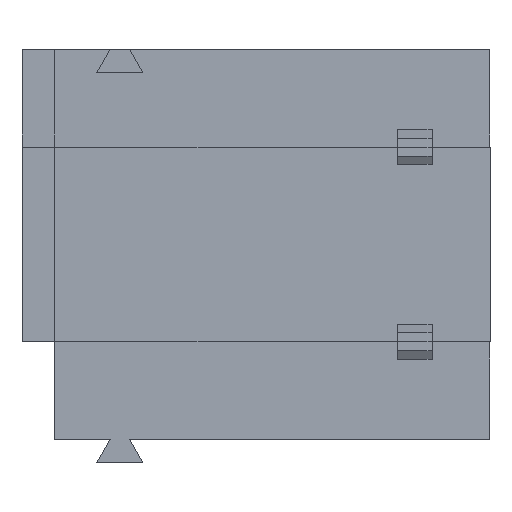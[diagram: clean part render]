
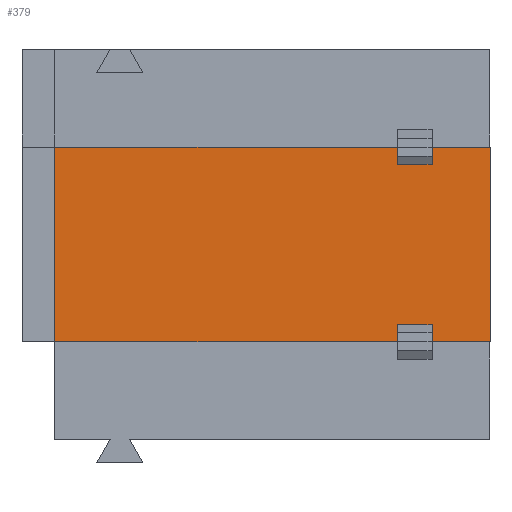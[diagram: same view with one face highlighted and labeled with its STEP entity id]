
A CAD part, front view. The second image highlights one B-rep face of the part: STEP entity #379.
In plain terms, the highlighted planar face has unit normal (0, -1, 0).
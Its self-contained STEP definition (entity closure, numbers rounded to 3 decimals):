
#379 = ADVANCED_FACE( '', ( #780 ), #781, .T. );
#780 = FACE_OUTER_BOUND( '', #1220, .T. );
#781 = PLANE( '', #1221 );
#1220 = EDGE_LOOP( '', ( #2122, #2123, #2124, #2125, #2126, #2127, #2128, #2129, #2130, #2131, #2132, #2133 ) );
#1221 = AXIS2_PLACEMENT_3D( '', #2134, #2135, #2136 );
#2122 = ORIENTED_EDGE( '', *, *, #3028, .T. );
#2123 = ORIENTED_EDGE( '', *, *, #2828, .F. );
#2124 = ORIENTED_EDGE( '', *, *, #3184, .F. );
#2125 = ORIENTED_EDGE( '', *, *, #3185, .T. );
#2126 = ORIENTED_EDGE( '', *, *, #3125, .T. );
#2127 = ORIENTED_EDGE( '', *, *, #3186, .T. );
#2128 = ORIENTED_EDGE( '', *, *, #2868, .F. );
#2129 = ORIENTED_EDGE( '', *, *, #3120, .F. );
#2130 = ORIENTED_EDGE( '', *, *, #3187, .T. );
#2131 = ORIENTED_EDGE( '', *, *, #3188, .T. );
#2132 = ORIENTED_EDGE( '', *, *, #3189, .T. );
#2133 = ORIENTED_EDGE( '', *, *, #3190, .T. );
#2134 = CARTESIAN_POINT( '', ( 5.675, 0., 2.24 ) );
#2135 = DIRECTION( '', ( 0., -1., 0. ) );
#2136 = DIRECTION( '', ( 0., 0., 1. ) );
#2828 = EDGE_CURVE( '', #3398, #3399, #3400, .T. );
#2868 = EDGE_CURVE( '', #3469, #3465, #3471, .T. );
#3028 = EDGE_CURVE( '', #3745, #3399, #3746, .T. );
#3120 = EDGE_CURVE( '', #3883, #3469, #3884, .T. );
#3125 = EDGE_CURVE( '', #3892, #3890, #3893, .T. );
#3184 = EDGE_CURVE( '', #3971, #3398, #3972, .T. );
#3185 = EDGE_CURVE( '', #3971, #3892, #3973, .T. );
#3186 = EDGE_CURVE( '', #3890, #3465, #3974, .T. );
#3187 = EDGE_CURVE( '', #3883, #3975, #3976, .T. );
#3188 = EDGE_CURVE( '', #3975, #3977, #3978, .T. );
#3189 = EDGE_CURVE( '', #3977, #3979, #3980, .T. );
#3190 = EDGE_CURVE( '', #3979, #3745, #3981, .T. );
#3398 = VERTEX_POINT( '', #4238 );
#3399 = VERTEX_POINT( '', #4239 );
#3400 = LINE( '', #4240, #4241 );
#3465 = VERTEX_POINT( '', #4333 );
#3469 = VERTEX_POINT( '', #4339 );
#3471 = LINE( '', #4342, #4343 );
#3745 = VERTEX_POINT( '', #4738 );
#3746 = LINE( '', #4739, #4740 );
#3883 = VERTEX_POINT( '', #4944 );
#3884 = LINE( '', #4945, #4946 );
#3890 = VERTEX_POINT( '', #4954 );
#3892 = VERTEX_POINT( '', #4957 );
#3893 = LINE( '', #4958, #4959 );
#3971 = VERTEX_POINT( '', #5075 );
#3972 = LINE( '', #5076, #5077 );
#3973 = LINE( '', #5078, #5079 );
#3974 = LINE( '', #5080, #5081 );
#3975 = VERTEX_POINT( '', #5082 );
#3976 = LINE( '', #5083, #5084 );
#3977 = VERTEX_POINT( '', #5085 );
#3978 = LINE( '', #5086, #5087 );
#3979 = VERTEX_POINT( '', #5088 );
#3980 = LINE( '', #5089, #5090 );
#3981 = LINE( '', #5091, #5092 );
#4238 = CARTESIAN_POINT( '', ( 9.84, 0., 0.45 ) );
#4239 = CARTESIAN_POINT( '', ( 8.94, 0., 0.45 ) );
#4240 = CARTESIAN_POINT( '', ( -5.95, 0., 0.45 ) );
#4241 = VECTOR( '', #5406, 1000. );
#4333 = CARTESIAN_POINT( '', ( 9.84, 0., 5.08 ) );
#4339 = CARTESIAN_POINT( '', ( 9.84, 0., 4.63 ) );
#4342 = CARTESIAN_POINT( '', ( 9.84, 0., 7.62 ) );
#4343 = VECTOR( '', #5443, 1000. );
#4738 = CARTESIAN_POINT( '', ( 8.94, 0., 0. ) );
#4739 = CARTESIAN_POINT( '', ( 8.94, 0., 7.62 ) );
#4740 = VECTOR( '', #5586, 1000. );
#4944 = CARTESIAN_POINT( '', ( 8.94, 0., 4.63 ) );
#4945 = CARTESIAN_POINT( '', ( -5.95, 0., 4.63 ) );
#4946 = VECTOR( '', #5669, 1000. );
#4954 = CARTESIAN_POINT( '', ( 11.35, 0., 5.08 ) );
#4957 = CARTESIAN_POINT( '', ( 11.35, 0., 0. ) );
#4958 = CARTESIAN_POINT( '', ( 11.35, 0., -2.54 ) );
#4959 = VECTOR( '', #5673, 1000. );
#5075 = CARTESIAN_POINT( '', ( 9.84, 0., 0. ) );
#5076 = CARTESIAN_POINT( '', ( 9.84, 0., 7.62 ) );
#5077 = VECTOR( '', #5727, 1000. );
#5078 = CARTESIAN_POINT( '', ( -6., 0., 0. ) );
#5079 = VECTOR( '', #5728, 1000. );
#5080 = CARTESIAN_POINT( '', ( -6., 0., 5.08 ) );
#5081 = VECTOR( '', #5729, 1000. );
#5082 = CARTESIAN_POINT( '', ( 8.94, 0., 5.08 ) );
#5083 = CARTESIAN_POINT( '', ( 8.94, 0., 7.62 ) );
#5084 = VECTOR( '', #5730, 1000. );
#5085 = CARTESIAN_POINT( '', ( 0., 0., 5.08 ) );
#5086 = CARTESIAN_POINT( '', ( -6., 0., 5.08 ) );
#5087 = VECTOR( '', #5731, 1000. );
#5088 = CARTESIAN_POINT( '', ( 0., 0., 0. ) );
#5089 = CARTESIAN_POINT( '', ( 0., 0., 7.62 ) );
#5090 = VECTOR( '', #5732, 1000. );
#5091 = CARTESIAN_POINT( '', ( -6., 0., 0. ) );
#5092 = VECTOR( '', #5733, 1000. );
#5406 = DIRECTION( '', ( -1., 0., 0. ) );
#5443 = DIRECTION( '', ( 0., 0., 1. ) );
#5586 = DIRECTION( '', ( 0., 0., 1. ) );
#5669 = DIRECTION( '', ( 1., 0., 0. ) );
#5673 = DIRECTION( '', ( 0., 0., 1. ) );
#5727 = DIRECTION( '', ( 0., 0., 1. ) );
#5728 = DIRECTION( '', ( 1., 0., 0. ) );
#5729 = DIRECTION( '', ( -1., 0., 0. ) );
#5730 = DIRECTION( '', ( 0., 0., 1. ) );
#5731 = DIRECTION( '', ( -1., 0., 0. ) );
#5732 = DIRECTION( '', ( 0., 0., -1. ) );
#5733 = DIRECTION( '', ( 1., 0., 0. ) );
